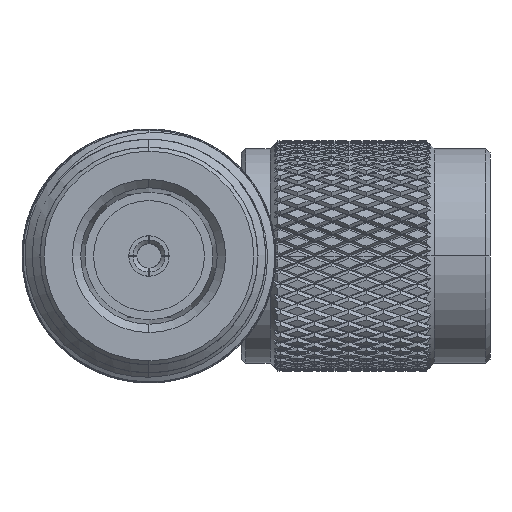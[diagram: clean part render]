
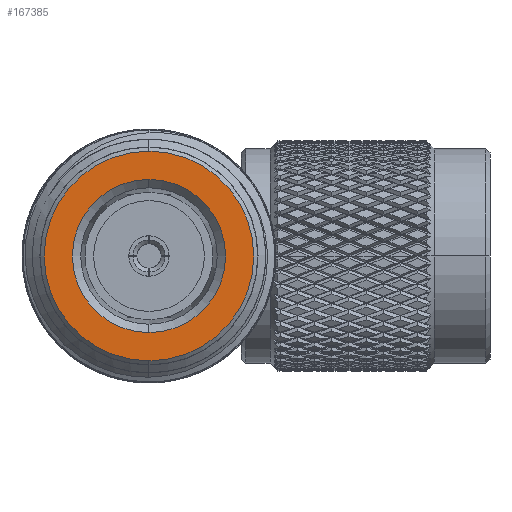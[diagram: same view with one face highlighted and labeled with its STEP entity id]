
A CAD part, left-side view. The second image highlights one B-rep face of the part: STEP entity #167385.
In plain terms, the highlighted planar face has unit normal (-1, 0, 0).
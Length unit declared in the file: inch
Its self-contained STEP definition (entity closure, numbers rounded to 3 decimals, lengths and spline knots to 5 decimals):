
#7227 = CARTESIAN_POINT ( 'NONE',  ( 0., 0., 0.26 ) ) ;
#8879 = EDGE_CURVE ( 'NONE', #119764, #139548, #188739, .T. ) ;
#16827 = DIRECTION ( 'NONE',  ( 0., 0., 1. ) ) ;
#16845 = CARTESIAN_POINT ( 'NONE',  ( 0., 0., 0. ) ) ;
#26844 = CIRCLE ( 'NONE', #191302, 0.19 ) ;
#35208 = DIRECTION ( 'NONE',  ( 0., 0., 1. ) ) ;
#35819 = CARTESIAN_POINT ( 'NONE',  ( 0., 0., 0.19 ) ) ;
#36980 = EDGE_CURVE ( 'NONE', #139548, #119764, #26844, .T. ) ;
#39678 = DIRECTION ( 'NONE',  ( 1., 0., 0. ) ) ;
#40832 = EDGE_LOOP ( 'NONE', ( #151641, #156882 ) ) ;
#41684 = CARTESIAN_POINT ( 'NONE',  ( 0., 0., 0. ) ) ;
#43307 = FACE_OUTER_BOUND ( 'NONE', #65366, .T. ) ;
#47533 = PLANE ( 'NONE',  #91601 ) ;
#65366 = EDGE_LOOP ( 'NONE', ( #139447, #187018 ) ) ;
#91601 = AXIS2_PLACEMENT_3D ( 'NONE', #186952, #109723, #111068 ) ;
#101217 = AXIS2_PLACEMENT_3D ( 'NONE', #157684, #126570, #35208 ) ;
#103261 = DIRECTION ( 'NONE',  ( 0., 0., 1. ) ) ;
#103881 = AXIS2_PLACEMENT_3D ( 'NONE', #16845, #187470, #140688 ) ;
#109723 = DIRECTION ( 'NONE',  ( -1., 0., 0. ) ) ;
#111068 = DIRECTION ( 'NONE',  ( 0., 0., 1. ) ) ;
#118603 = CARTESIAN_POINT ( 'NONE',  ( 0., 0., -0.19 ) ) ;
#119434 = CARTESIAN_POINT ( 'NONE',  ( 0., 0., -0.26 ) ) ;
#119764 = VERTEX_POINT ( 'NONE', #35819 ) ;
#123246 = VERTEX_POINT ( 'NONE', #7227 ) ;
#126570 = DIRECTION ( 'NONE',  ( 1., 0., 0. ) ) ;
#139447 = ORIENTED_EDGE ( 'NONE', *, *, #189743, .T. ) ;
#139548 = VERTEX_POINT ( 'NONE', #118603 ) ;
#140688 = DIRECTION ( 'NONE',  ( 0., 0., 1. ) ) ;
#141360 = DIRECTION ( 'NONE',  ( -1., 0., 0. ) ) ;
#143421 = AXIS2_PLACEMENT_3D ( 'NONE', #171110, #141360, #16827 ) ;
#151641 = ORIENTED_EDGE ( 'NONE', *, *, #8879, .T. ) ;
#151772 = VERTEX_POINT ( 'NONE', #119434 ) ;
#156276 = EDGE_CURVE ( 'NONE', #123246, #151772, #199480, .T. ) ;
#156882 = ORIENTED_EDGE ( 'NONE', *, *, #36980, .T. ) ;
#157684 = CARTESIAN_POINT ( 'NONE',  ( 0., 0., 0. ) ) ;
#157954 = CIRCLE ( 'NONE', #143421, 0.26 ) ;
#167385 = ADVANCED_FACE ( 'NONE', ( #43307, #191162 ), #47533, .T. ) ;
#171110 = CARTESIAN_POINT ( 'NONE',  ( 0., 0., 0. ) ) ;
#186952 = CARTESIAN_POINT ( 'NONE',  ( 0., 0., 0. ) ) ;
#187018 = ORIENTED_EDGE ( 'NONE', *, *, #156276, .T. ) ;
#187470 = DIRECTION ( 'NONE',  ( -1., 0., 0. ) ) ;
#188739 = CIRCLE ( 'NONE', #101217, 0.19 ) ;
#189743 = EDGE_CURVE ( 'NONE', #151772, #123246, #157954, .T. ) ;
#191162 = FACE_BOUND ( 'NONE', #40832, .T. ) ;
#191302 = AXIS2_PLACEMENT_3D ( 'NONE', #41684, #39678, #103261 ) ;
#199480 = CIRCLE ( 'NONE', #103881, 0.26 ) ;
